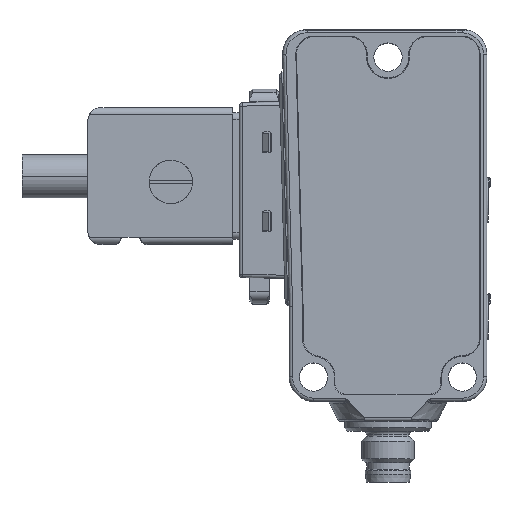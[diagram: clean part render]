
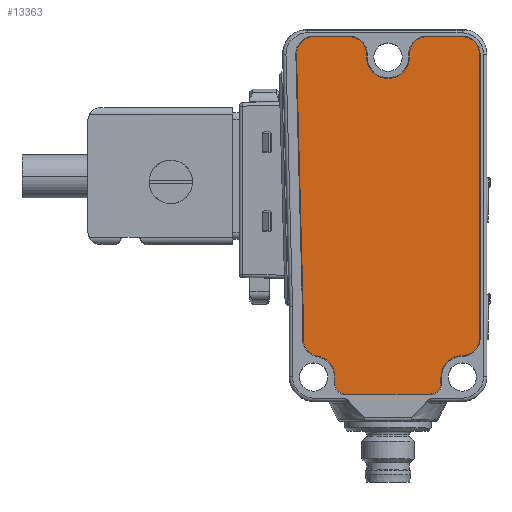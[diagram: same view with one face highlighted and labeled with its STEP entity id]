
A CAD part, top view. The second image highlights one B-rep face of the part: STEP entity #13363.
In plain terms, the highlighted planar face has unit normal (0, 0, 1).
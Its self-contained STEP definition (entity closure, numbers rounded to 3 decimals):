
#4144=CARTESIAN_POINT('',(3.749,13.05,6.8));
#4145=DIRECTION('',(0.,0.,1.));
#4146=DIRECTION('',(0.,1.,0.));
#4147=AXIS2_PLACEMENT_3D('',#4144,#4145,#4146);
#4158=DIRECTION('',(-1.,0.,0.));
#4159=VECTOR('',#4158,5.351);
#4160=CARTESIAN_POINT('',(9.1,15.7,6.8));
#4161=LINE('',#4160,#4159);
#4162=CARTESIAN_POINT('',(9.1,13.05,6.8));
#4163=DIRECTION('',(0.,0.,1.));
#4164=DIRECTION('',(1.,0.,0.));
#4165=AXIS2_PLACEMENT_3D('',#4162,#4163,#4164);
#4167=DIRECTION('',(0.,1.,0.));
#4168=VECTOR('',#4167,0.45);
#4169=CARTESIAN_POINT('',(11.75,12.6,6.8));
#4170=LINE('',#4169,#4168);
#4171=CARTESIAN_POINT('',(15.,12.6,6.8));
#4172=DIRECTION('',(0.,0.,-1.));
#4173=DIRECTION('',(1.,0.,0.));
#4174=AXIS2_PLACEMENT_3D('',#4171,#4172,#4173);
#4176=DIRECTION('',(0.,-1.,0.));
#4177=VECTOR('',#4176,0.45);
#4178=CARTESIAN_POINT('',(18.25,13.05,6.8));
#4179=LINE('',#4178,#4177);
#4180=CARTESIAN_POINT('',(20.9,13.05,6.8));
#4181=DIRECTION('',(0.,0.,1.));
#4182=DIRECTION('',(0.,1.,0.));
#4183=AXIS2_PLACEMENT_3D('',#4180,#4181,#4182);
#4185=DIRECTION('',(-1.,0.,0.));
#4186=VECTOR('',#4185,5.35);
#4187=CARTESIAN_POINT('',(26.25,15.7,6.8));
#4188=LINE('',#4187,#4186);
#4189=CARTESIAN_POINT('',(26.25,13.05,6.8));
#4190=DIRECTION('',(0.,0.,1.));
#4191=DIRECTION('',(1.,0.,0.));
#4192=AXIS2_PLACEMENT_3D('',#4189,#4190,#4191);
#4194=DIRECTION('',(0.,1.,0.));
#4195=VECTOR('',#4194,43.15);
#4196=CARTESIAN_POINT('',(28.9,-30.1,6.8));
#4197=LINE('',#4196,#4195);
#4198=CARTESIAN_POINT('',(26.25,-30.1,6.8));
#4199=DIRECTION('',(0.,0.,1.));
#4200=DIRECTION('',(0.008,-1.,0.));
#4201=AXIS2_PLACEMENT_3D('',#4198,#4199,#4200);
#4203=CARTESIAN_POINT('',(26.3,-36.,6.8));
#4204=DIRECTION('',(0.,0.,-1.));
#4205=DIRECTION('',(-1.,0.,0.));
#4206=AXIS2_PLACEMENT_3D('',#4203,#4204,#4205);
#4208=DIRECTION('',(0.,1.,0.));
#4209=VECTOR('',#4208,0.95);
#4210=CARTESIAN_POINT('',(23.05,-36.95,6.8));
#4211=LINE('',#4210,#4209);
#4212=CARTESIAN_POINT('',(21.4,-36.95,6.8));
#4213=DIRECTION('',(0.,0.,1.));
#4214=DIRECTION('',(0.,-1.,0.));
#4215=AXIS2_PLACEMENT_3D('',#4212,#4213,#4214);
#4217=DIRECTION('',(1.,0.,0.));
#4218=VECTOR('',#4217,12.8);
#4219=CARTESIAN_POINT('',(8.6,-38.6,6.8));
#4220=LINE('',#4219,#4218);
#4221=CARTESIAN_POINT('',(8.6,-36.95,6.8));
#4222=DIRECTION('',(0.,0.,1.));
#4223=DIRECTION('',(-1.,0.,0.));
#4224=AXIS2_PLACEMENT_3D('',#4221,#4222,#4223);
#4226=DIRECTION('',(0.,-1.,0.));
#4227=VECTOR('',#4226,0.95);
#4228=CARTESIAN_POINT('',(6.95,-36.,6.8));
#4229=LINE('',#4228,#4227);
#4230=CARTESIAN_POINT('',(3.7,-36.,6.8));
#4231=DIRECTION('',(0.,0.,-1.));
#4232=DIRECTION('',(0.178,0.984,0.));
#4233=AXIS2_PLACEMENT_3D('',#4230,#4231,#4232);
#4235=CARTESIAN_POINT('',(4.75,-30.194,6.8));
#4236=DIRECTION('',(0.,0.,1.));
#4237=DIRECTION('',(-1.,0.,0.));
#4238=AXIS2_PLACEMENT_3D('',#4235,#4236,#4237);
#4240=DIRECTION('',(0.,-1.,0.));
#4241=VECTOR('',#4240,4.985);
#4242=CARTESIAN_POINT('',(2.1,-25.209,6.8));
#4243=LINE('',#4242,#4241);
#4244=DIRECTION('',(0.026,-1.,0.));
#4245=VECTOR('',#4244,38.203);
#4246=CARTESIAN_POINT('',(1.1,12.981,6.8));
#4247=LINE('',#4246,#4245);
#5520=CARTESIAN_POINT('',(1.1,12.981,6.8));
#5521=CARTESIAN_POINT('',(2.1,-25.209,6.8));
#5522=VERTEX_POINT('',#5520);
#5523=VERTEX_POINT('',#5521);
#5524=CARTESIAN_POINT('',(2.1,-30.194,6.8));
#5525=VERTEX_POINT('',#5524);
#5526=CARTESIAN_POINT('',(4.278,-32.802,6.8));
#5527=VERTEX_POINT('',#5526);
#5528=CARTESIAN_POINT('',(6.95,-36.,6.8));
#5529=VERTEX_POINT('',#5528);
#5530=CARTESIAN_POINT('',(6.95,-36.95,6.8));
#5531=VERTEX_POINT('',#5530);
#5532=CARTESIAN_POINT('',(8.6,-38.6,6.8));
#5533=VERTEX_POINT('',#5532);
#5534=CARTESIAN_POINT('',(21.4,-38.6,6.8));
#5535=VERTEX_POINT('',#5534);
#5536=CARTESIAN_POINT('',(23.05,-36.95,6.8));
#5537=VERTEX_POINT('',#5536);
#5538=CARTESIAN_POINT('',(23.05,-36.,6.8));
#5539=VERTEX_POINT('',#5538);
#5540=CARTESIAN_POINT('',(26.272,-32.75,6.8));
#5541=VERTEX_POINT('',#5540);
#5542=CARTESIAN_POINT('',(28.9,-30.1,6.8));
#5543=VERTEX_POINT('',#5542);
#5544=CARTESIAN_POINT('',(28.9,13.05,6.8));
#5545=VERTEX_POINT('',#5544);
#5546=CARTESIAN_POINT('',(26.25,15.7,6.8));
#5547=VERTEX_POINT('',#5546);
#5548=CARTESIAN_POINT('',(20.9,15.7,6.8));
#5549=VERTEX_POINT('',#5548);
#5550=CARTESIAN_POINT('',(18.25,13.05,6.8));
#5551=VERTEX_POINT('',#5550);
#5552=CARTESIAN_POINT('',(18.25,12.6,6.8));
#5553=VERTEX_POINT('',#5552);
#5554=CARTESIAN_POINT('',(11.75,12.6,6.8));
#5555=VERTEX_POINT('',#5554);
#5556=CARTESIAN_POINT('',(11.75,13.05,6.8));
#5557=VERTEX_POINT('',#5556);
#5558=CARTESIAN_POINT('',(9.1,15.7,6.8));
#5559=VERTEX_POINT('',#5558);
#5560=CARTESIAN_POINT('',(3.749,15.7,6.8));
#5561=VERTEX_POINT('',#5560);
#13317=CARTESIAN_POINT('',(0.,0.,6.8));
#13318=DIRECTION('',(0.,0.,1.));
#13319=DIRECTION('',(1.,0.,0.));
#13320=AXIS2_PLACEMENT_3D('',#13317,#13318,#13319);
#13321=PLANE('',#13320);
#13322=ORIENTED_EDGE('',*,*,#13301,.F.);
#13324=ORIENTED_EDGE('',*,*,#13323,.F.);
#13326=ORIENTED_EDGE('',*,*,#13325,.F.);
#13328=ORIENTED_EDGE('',*,*,#13327,.F.);
#13330=ORIENTED_EDGE('',*,*,#13329,.F.);
#13332=ORIENTED_EDGE('',*,*,#13331,.F.);
#13334=ORIENTED_EDGE('',*,*,#13333,.F.);
#13336=ORIENTED_EDGE('',*,*,#13335,.F.);
#13338=ORIENTED_EDGE('',*,*,#13337,.F.);
#13340=ORIENTED_EDGE('',*,*,#13339,.F.);
#13342=ORIENTED_EDGE('',*,*,#13341,.F.);
#13344=ORIENTED_EDGE('',*,*,#13343,.F.);
#13346=ORIENTED_EDGE('',*,*,#13345,.F.);
#13348=ORIENTED_EDGE('',*,*,#13347,.F.);
#13350=ORIENTED_EDGE('',*,*,#13349,.F.);
#13352=ORIENTED_EDGE('',*,*,#13351,.F.);
#13354=ORIENTED_EDGE('',*,*,#13353,.F.);
#13356=ORIENTED_EDGE('',*,*,#13355,.F.);
#13358=ORIENTED_EDGE('',*,*,#13357,.F.);
#13359=ORIENTED_EDGE('',*,*,#13173,.F.);
#13360=ORIENTED_EDGE('',*,*,#13196,.F.);
#13361=EDGE_LOOP('',(#13322,#13324,#13326,#13328,#13330,#13332,#13334,#13336,
#13338,#13340,#13342,#13344,#13346,#13348,#13350,#13352,#13354,#13356,#13358,
#13359,#13360));
#13362=FACE_OUTER_BOUND('',#13361,.F.);
#13363=ADVANCED_FACE('',(#13362),#13321,.T.);
#4148=CIRCLE('',#4147,2.65);
#4166=CIRCLE('',#4165,2.65);
#4175=CIRCLE('',#4174,3.25);
#4184=CIRCLE('',#4183,2.65);
#4193=CIRCLE('',#4192,2.65);
#4202=CIRCLE('',#4201,2.65);
#4207=CIRCLE('',#4206,3.25);
#4216=CIRCLE('',#4215,1.65);
#4225=CIRCLE('',#4224,1.65);
#4234=CIRCLE('',#4233,3.25);
#4239=CIRCLE('',#4238,2.65);
#13173=EDGE_CURVE('',#5523,#5525,#4243,.T.);
#13196=EDGE_CURVE('',#5522,#5523,#4247,.T.);
#13301=EDGE_CURVE('',#5561,#5522,#4148,.T.);
#13323=EDGE_CURVE('',#5559,#5561,#4161,.T.);
#13325=EDGE_CURVE('',#5557,#5559,#4166,.T.);
#13327=EDGE_CURVE('',#5555,#5557,#4170,.T.);
#13329=EDGE_CURVE('',#5553,#5555,#4175,.T.);
#13331=EDGE_CURVE('',#5551,#5553,#4179,.T.);
#13333=EDGE_CURVE('',#5549,#5551,#4184,.T.);
#13335=EDGE_CURVE('',#5547,#5549,#4188,.T.);
#13337=EDGE_CURVE('',#5545,#5547,#4193,.T.);
#13339=EDGE_CURVE('',#5543,#5545,#4197,.T.);
#13341=EDGE_CURVE('',#5541,#5543,#4202,.T.);
#13343=EDGE_CURVE('',#5539,#5541,#4207,.T.);
#13345=EDGE_CURVE('',#5537,#5539,#4211,.T.);
#13347=EDGE_CURVE('',#5535,#5537,#4216,.T.);
#13349=EDGE_CURVE('',#5533,#5535,#4220,.T.);
#13351=EDGE_CURVE('',#5531,#5533,#4225,.T.);
#13353=EDGE_CURVE('',#5529,#5531,#4229,.T.);
#13355=EDGE_CURVE('',#5527,#5529,#4234,.T.);
#13357=EDGE_CURVE('',#5525,#5527,#4239,.T.);
